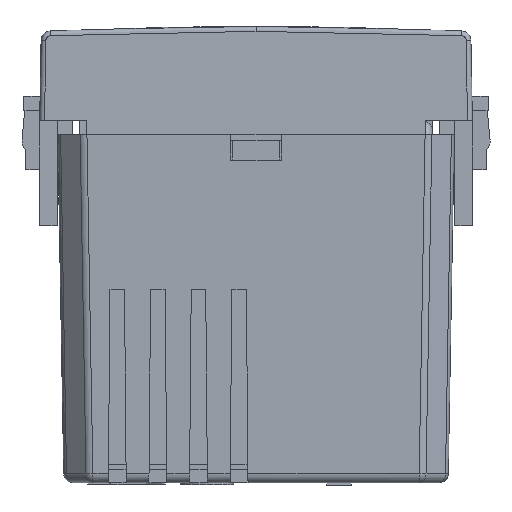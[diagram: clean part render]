
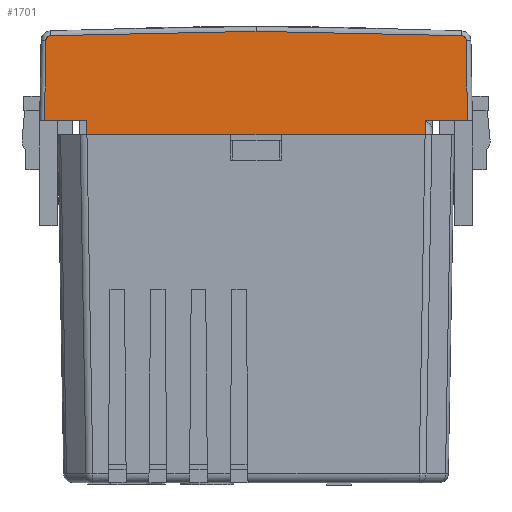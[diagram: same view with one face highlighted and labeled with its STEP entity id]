
A CAD part, left-side view. The second image highlights one B-rep face of the part: STEP entity #1701.
In plain terms, the highlighted planar face has unit normal (-1, 0, 0.018).
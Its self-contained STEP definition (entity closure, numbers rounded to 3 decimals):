
#3 = CARTESIAN_POINT ( 'NONE',  ( -33.471, -21.251, 10.258 ) ) ;
#575 = VECTOR ( 'NONE', #3980, 1000. ) ;
#857 = ORIENTED_EDGE ( 'NONE', *, *, #17522, .F. ) ;
#875 = LINE ( 'NONE', #25817, #4465 ) ;
#1275 = CARTESIAN_POINT ( 'NONE',  ( -33.65, 17.5, 0. ) ) ;
#1701 = ADVANCED_FACE ( 'NONE', ( #14034 ), #12141, .T. ) ;
#1903 = CARTESIAN_POINT ( 'NONE',  ( -33.471, -21.251, 10.258 ) ) ;
#2015 = CARTESIAN_POINT ( 'NONE',  ( -33.463, 0., 10.709 ) ) ;
#2435 =( BOUNDED_CURVE ( )  B_SPLINE_CURVE ( 3, ( #9793, #9496, #3047, #25810 ),
 .UNSPECIFIED., .F., .F. ) 
 B_SPLINE_CURVE_WITH_KNOTS ( ( 4, 4 ),
 ( 0.042, 1.553 ),
 .UNSPECIFIED. ) 
 CURVE ( )  GEOMETRIC_REPRESENTATION_ITEM ( )  RATIONAL_B_SPLINE_CURVE ( ( 1., 0.819, 0.819, 1. ) ) 
 REPRESENTATION_ITEM ( '' )  );
#2858 = CARTESIAN_POINT ( 'NONE',  ( -33.624, 17.5, 1.5 ) ) ;
#3047 = CARTESIAN_POINT ( 'NONE',  ( -33.475, 21.725, 10.047 ) ) ;
#3401 = VERTEX_POINT ( 'NONE', #12937 ) ;
#3969 = CARTESIAN_POINT ( 'NONE',  ( -33.65, -21.9, -0.009 ) ) ;
#3980 = DIRECTION ( 'NONE',  ( 0., 1., 0. ) ) ;
#4465 = VECTOR ( 'NONE', #12002, 1000. ) ;
#4634 = VERTEX_POINT ( 'NONE', #8857 ) ;
#5240 = VERTEX_POINT ( 'NONE', #28390 ) ;
#5342 = LINE ( 'NONE', #14458, #7142 ) ;
#5404 = CARTESIAN_POINT ( 'NONE',  ( -33.65, -17.5, 0. ) ) ;
#5556 = LINE ( 'NONE', #22804, #19888 ) ;
#5666 = CARTESIAN_POINT ( 'NONE',  ( -33.463, 0., 10.709 ) ) ;
#6122 = CARTESIAN_POINT ( 'NONE',  ( -33.475, -21.725, 10.047 ) ) ;
#6385 = CARTESIAN_POINT ( 'NONE',  ( -33.624, -22.4, 1.5 ) ) ;
#7142 = VECTOR ( 'NONE', #21370, 1000. ) ;
#7257 = VERTEX_POINT ( 'NONE', #14343 ) ;
#7308 = EDGE_CURVE ( 'NONE', #17490, #4634, #24341, .T. ) ;
#7339 = EDGE_CURVE ( 'NONE', #14084, #26265, #15540, .T. ) ;
#7381 = VECTOR ( 'NONE', #25368, 1000. ) ;
#8857 = CARTESIAN_POINT ( 'NONE',  ( -33.463, 0., 10.709 ) ) ;
#9074 = DIRECTION ( 'NONE',  ( 0., -1., 0. ) ) ;
#9467 =( BOUNDED_CURVE ( )  B_SPLINE_CURVE ( 3, ( #19844, #6122, #24447, #1903 ),
 .UNSPECIFIED., .F., .T. ) 
 B_SPLINE_CURVE_WITH_KNOTS ( ( 4, 4 ),
 ( 4.73, 6.241 ),
 .UNSPECIFIED. ) 
 CURVE ( )  GEOMETRIC_REPRESENTATION_ITEM ( )  RATIONAL_B_SPLINE_CURVE ( ( 1., 0.819, 0.819, 1. ) ) 
 REPRESENTATION_ITEM ( '' )  );
#9496 = CARTESIAN_POINT ( 'NONE',  ( -33.471, 21.53, 10.246 ) ) ;
#9793 = CARTESIAN_POINT ( 'NONE',  ( -33.471, 21.251, 10.258 ) ) ;
#9852 = ORIENTED_EDGE ( 'NONE', *, *, #25767, .F. ) ;
#10141 = CARTESIAN_POINT ( 'NONE',  ( -33.624, -17.5, 1.5 ) ) ;
#10577 = ORIENTED_EDGE ( 'NONE', *, *, #26591, .F. ) ;
#10911 = VERTEX_POINT ( 'NONE', #10141 ) ;
#10915 = ORIENTED_EDGE ( 'NONE', *, *, #12638, .T. ) ;
#11468 = ORIENTED_EDGE ( 'NONE', *, *, #13598, .T. ) ;
#11727 = AXIS2_PLACEMENT_3D ( 'NONE', #28058, #28158, #14329 ) ;
#12002 = DIRECTION ( 'NONE',  ( 0., -1., 0. ) ) ;
#12141 = PLANE ( 'NONE',  #11727 ) ;
#12638 = EDGE_CURVE ( 'NONE', #10911, #3401, #875, .T. ) ;
#12937 = CARTESIAN_POINT ( 'NONE',  ( -33.624, -21.874, 1.5 ) ) ;
#13433 = CARTESIAN_POINT ( 'NONE',  ( -33.466, -14.171, 10.559 ) ) ;
#13540 = CARTESIAN_POINT ( 'NONE',  ( -33.463, -7.086, 10.709 ) ) ;
#13598 = EDGE_CURVE ( 'NONE', #24813, #17490, #9467, .T. ) ;
#13706 = ORIENTED_EDGE ( 'NONE', *, *, #22728, .T. ) ;
#13951 = CARTESIAN_POINT ( 'NONE',  ( -33.471, -21.251, 10.258 ) ) ;
#14034 = FACE_OUTER_BOUND ( 'NONE', #14123, .T. ) ;
#14084 = VERTEX_POINT ( 'NONE', #1275 ) ;
#14090 = ORIENTED_EDGE ( 'NONE', *, *, #7308, .T. ) ;
#14123 = EDGE_LOOP ( 'NONE', ( #857, #10915, #24190, #11468, #14090, #13706, #29787, #22922, #9852, #10577, #28643 ) ) ;
#14329 = DIRECTION ( 'NONE',  ( 0.017, 0., 1. ) ) ;
#14343 = CARTESIAN_POINT ( 'NONE',  ( -33.624, 21.874, 1.5 ) ) ;
#14458 = CARTESIAN_POINT ( 'NONE',  ( -33.637, 21.887, 0.773 ) ) ;
#14841 = VECTOR ( 'NONE', #9074, 1000. ) ;
#15030 = EDGE_CURVE ( 'NONE', #22806, #7257, #5342, .T. ) ;
#15540 = LINE ( 'NONE', #29594, #14841 ) ;
#15556 = CARTESIAN_POINT ( 'NONE',  ( -33.48, -21.73, 9.767 ) ) ;
#17267 = CARTESIAN_POINT ( 'NONE',  ( -33.471, 21.251, 10.258 ) ) ;
#17471 = DIRECTION ( 'NONE',  ( 0.017, 0.017, 1. ) ) ;
#17490 = VERTEX_POINT ( 'NONE', #13951 ) ;
#17522 = EDGE_CURVE ( 'NONE', #10911, #26265, #22765, .T. ) ;
#18323 = EDGE_CURVE ( 'NONE', #3401, #24813, #20942, .T. ) ;
#19844 = CARTESIAN_POINT ( 'NONE',  ( -33.48, -21.73, 9.767 ) ) ;
#19888 = VECTOR ( 'NONE', #29751, 1000. ) ;
#20269 = EDGE_CURVE ( 'NONE', #5240, #22806, #2435, .T. ) ;
#20942 = LINE ( 'NONE', #3969, #24172 ) ;
#21122 = VERTEX_POINT ( 'NONE', #2858 ) ;
#21370 = DIRECTION ( 'NONE',  ( -0.017, 0.017, -1. ) ) ;
#21694 = CARTESIAN_POINT ( 'NONE',  ( -33.466, 14.171, 10.559 ) ) ;
#22728 = EDGE_CURVE ( 'NONE', #4634, #5240, #28179, .T. ) ;
#22765 = LINE ( 'NONE', #23362, #7381 ) ;
#22804 = CARTESIAN_POINT ( 'NONE',  ( -33.65, 17.5, 0. ) ) ;
#22806 = VERTEX_POINT ( 'NONE', #26403 ) ;
#22922 = ORIENTED_EDGE ( 'NONE', *, *, #15030, .T. ) ;
#23362 = CARTESIAN_POINT ( 'NONE',  ( -33.65, -17.5, 0. ) ) ;
#24172 = VECTOR ( 'NONE', #17471, 1000. ) ;
#24190 = ORIENTED_EDGE ( 'NONE', *, *, #18323, .T. ) ;
#24341 =( BOUNDED_CURVE ( )  B_SPLINE_CURVE ( 3, ( #3, #13433, #13540, #2015 ),
 .UNSPECIFIED., .F., .F. ) 
 B_SPLINE_CURVE_WITH_KNOTS ( ( 4, 4 ),
 ( 6.241, 6.283 ),
 .UNSPECIFIED. ) 
 CURVE ( )  GEOMETRIC_REPRESENTATION_ITEM ( )  RATIONAL_B_SPLINE_CURVE ( ( 1., 1., 1., 1. ) ) 
 REPRESENTATION_ITEM ( '' )  );
#24447 = CARTESIAN_POINT ( 'NONE',  ( -33.471, -21.53, 10.246 ) ) ;
#24813 = VERTEX_POINT ( 'NONE', #15556 ) ;
#24937 = LINE ( 'NONE', #6385, #575 ) ;
#25368 = DIRECTION ( 'NONE',  ( -0.017, 0., -1. ) ) ;
#25767 = EDGE_CURVE ( 'NONE', #21122, #7257, #24937, .T. ) ;
#25810 = CARTESIAN_POINT ( 'NONE',  ( -33.48, 21.73, 9.767 ) ) ;
#25817 = CARTESIAN_POINT ( 'NONE',  ( -33.624, -22.4, 1.5 ) ) ;
#26265 = VERTEX_POINT ( 'NONE', #5404 ) ;
#26403 = CARTESIAN_POINT ( 'NONE',  ( -33.48, 21.73, 9.767 ) ) ;
#26591 = EDGE_CURVE ( 'NONE', #14084, #21122, #5556, .T. ) ;
#28058 = CARTESIAN_POINT ( 'NONE',  ( -33.65, -22.4, 0. ) ) ;
#28158 = DIRECTION ( 'NONE',  ( -1., 0., 0.017 ) ) ;
#28179 =( BOUNDED_CURVE ( )  B_SPLINE_CURVE ( 3, ( #5666, #28625, #21694, #17267 ),
 .UNSPECIFIED., .F., .F. ) 
 B_SPLINE_CURVE_WITH_KNOTS ( ( 4, 4 ),
 ( 0., 0.042 ),
 .UNSPECIFIED. ) 
 CURVE ( )  GEOMETRIC_REPRESENTATION_ITEM ( )  RATIONAL_B_SPLINE_CURVE ( ( 1., 1., 1., 1. ) ) 
 REPRESENTATION_ITEM ( '' )  );
#28390 = CARTESIAN_POINT ( 'NONE',  ( -33.471, 21.251, 10.258 ) ) ;
#28625 = CARTESIAN_POINT ( 'NONE',  ( -33.463, 7.086, 10.709 ) ) ;
#28643 = ORIENTED_EDGE ( 'NONE', *, *, #7339, .T. ) ;
#29594 = CARTESIAN_POINT ( 'NONE',  ( -33.65, -22.4, 0. ) ) ;
#29751 = DIRECTION ( 'NONE',  ( 0.017, 0., 1. ) ) ;
#29787 = ORIENTED_EDGE ( 'NONE', *, *, #20269, .T. ) ;
